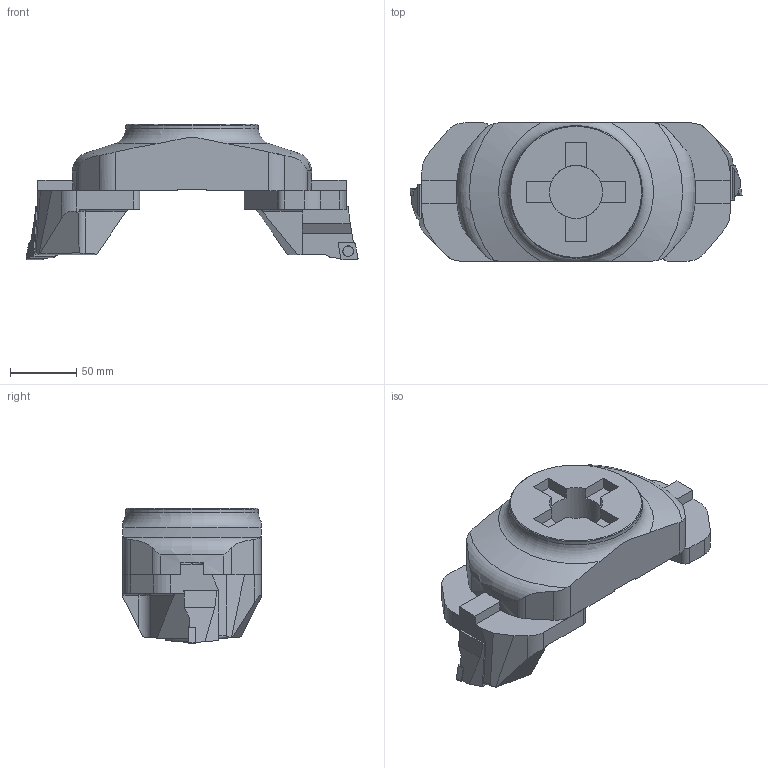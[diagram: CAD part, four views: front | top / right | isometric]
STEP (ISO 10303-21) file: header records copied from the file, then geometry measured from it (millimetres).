
FILE_DESCRIPTION(/* description */ (''),/* implementation_level */ '2;1');
FILE_NAME(/* name */ '1547546917493.stp',/* time_stamp */ '2019-01-15T11:08:55+01:00',/* author */ (''),/* organization */ ('SMS'),/* preprocessor_version */ 'ST-DEVELOPER v15',/* originating_system */ 'SIEMENS PLM Software NX 8.5',/* authorisation */ '');
FILE_SCHEMA (('AUTOMOTIVE_DESIGN { 1 0 10303 214 3 1 1 1 }'));
Length unit declared in the file: millimetre
Products named in the file (8): 201992388mod000_00; ASSEMBLY_CONSTRUCTION; IsoTurningInsert; 111169503mod000_01; 111165593mod000_01; 111169296mod000_01; 201993554mod000_00
Assembly tree (9 placements, depth 3):
  201993554mod000_00
    111165593mod000_01
    111169503mod000_01  x2
    111169296mod000_01  x2
      IsoTurningInsert
      ASSEMBLY_CONSTRUCTION
      201992388mod000_00
    ASSEMBLY_CONSTRUCTION
Bounding box: 249.95 x 104 x 102 mm (x, y, z)
Volume: 948090 mm3; surface area: 119927.2 mm2
Topology: 7 solids, 7 shells, 215 faces, 577 edges, 403 vertices
Faces by surface type: plane 141, cylinder 46, cone 15, torus 13
Full cylindrical faces by diameter (mm): 5.5 x4, 40 x1, 100 x1
Entity records: 5012 total; most frequent: CARTESIAN_POINT 929, DIRECTION 745, ORIENTED_EDGE 710, EDGE_CURVE 355, AXIS2_PLACEMENT_3D 252, LINE 241, VECTOR 241, VERTEX_POINT 239
